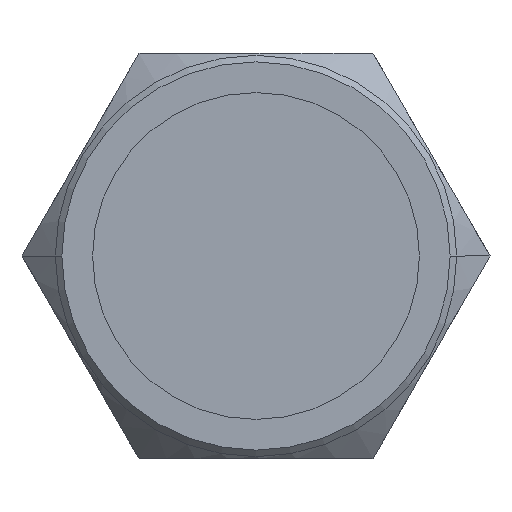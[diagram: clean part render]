
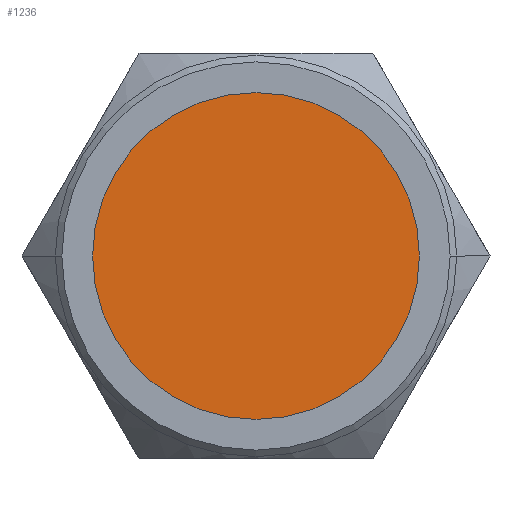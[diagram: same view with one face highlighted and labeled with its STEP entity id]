
A CAD part, left-side view. The second image highlights one B-rep face of the part: STEP entity #1236.
In plain terms, the highlighted planar face has unit normal (-1, 0, 0).
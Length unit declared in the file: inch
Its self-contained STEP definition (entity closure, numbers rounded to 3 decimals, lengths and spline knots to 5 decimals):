
#55 = AXIS2_PLACEMENT_3D ( 'NONE', #59, #526, #1557 ) ;
#59 = CARTESIAN_POINT ( 'NONE',  ( -0.2, 0., 0. ) ) ;
#228 = CARTESIAN_POINT ( 'NONE',  ( -0.2, 0., -0.125 ) ) ;
#263 = AXIS2_PLACEMENT_3D ( 'NONE', #716, #692, #322 ) ;
#322 = DIRECTION ( 'NONE',  ( 0., 0., 1. ) ) ;
#357 = CIRCLE ( 'NONE', #1313, 0.125 ) ;
#526 = DIRECTION ( 'NONE',  ( -1., 0., 0. ) ) ;
#692 = DIRECTION ( 'NONE',  ( -1., 0., 0. ) ) ;
#716 = CARTESIAN_POINT ( 'NONE',  ( -0.2, 0., 0. ) ) ;
#767 = CARTESIAN_POINT ( 'NONE',  ( -0.2, 0., 0. ) ) ;
#1102 = PLANE ( 'NONE',  #263 ) ;
#1199 = EDGE_CURVE ( 'NONE', #1896, #1790, #1926, .T. ) ;
#1236 = ADVANCED_FACE ( 'NONE', ( #1528 ), #1102, .T. ) ;
#1313 = AXIS2_PLACEMENT_3D ( 'NONE', #767, #2242, #2011 ) ;
#1528 = FACE_OUTER_BOUND ( 'NONE', #1978, .T. ) ;
#1557 = DIRECTION ( 'NONE',  ( 0., 0., 1. ) ) ;
#1751 = ORIENTED_EDGE ( 'NONE', *, *, #1199, .T. ) ;
#1790 = VERTEX_POINT ( 'NONE', #228 ) ;
#1896 = VERTEX_POINT ( 'NONE', #1955 ) ;
#1926 = CIRCLE ( 'NONE', #55, 0.125 ) ;
#1955 = CARTESIAN_POINT ( 'NONE',  ( -0.2, 0., 0.125 ) ) ;
#1978 = EDGE_LOOP ( 'NONE', ( #1751, #2488 ) ) ;
#2011 = DIRECTION ( 'NONE',  ( 0., 0., 1. ) ) ;
#2038 = EDGE_CURVE ( 'NONE', #1790, #1896, #357, .T. ) ;
#2242 = DIRECTION ( 'NONE',  ( -1., 0., 0. ) ) ;
#2488 = ORIENTED_EDGE ( 'NONE', *, *, #2038, .T. ) ;
